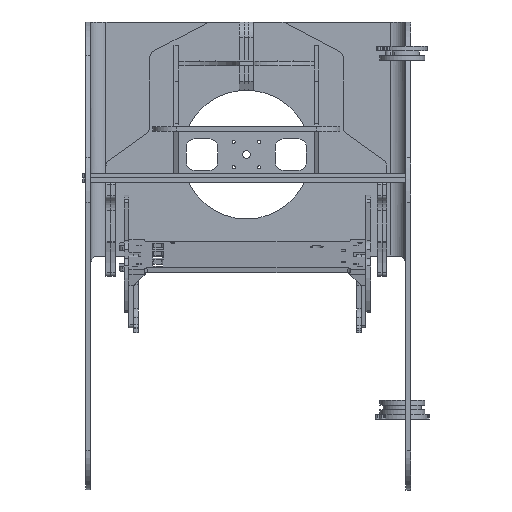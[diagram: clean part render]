
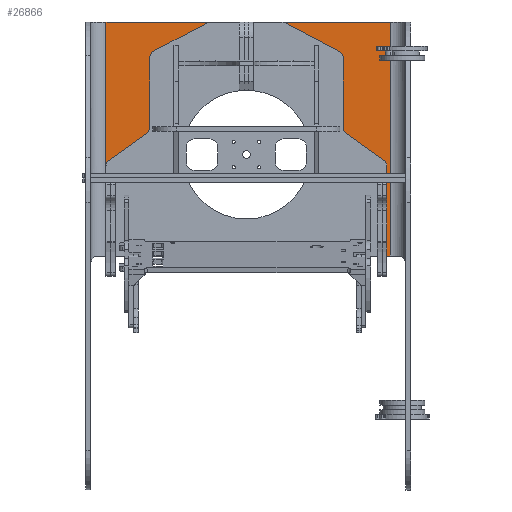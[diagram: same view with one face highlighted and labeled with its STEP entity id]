
A CAD part, front view. The second image highlights one B-rep face of the part: STEP entity #26866.
In plain terms, the highlighted planar face has unit normal (0, -1, 0).
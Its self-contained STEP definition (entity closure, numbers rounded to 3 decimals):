
#26685=CARTESIAN_POINT('',(-91.109,0.0,150.));
#26686=VERTEX_POINT('',#26685);
#26717=CARTESIAN_POINT('',(-91.109,0.0,0.));
#26718=VERTEX_POINT('',#26717);
#26765=CARTESIAN_POINT('',(-91.109,0.0,150.));
#26766=DIRECTION('',(0.0,0.0,-1.0));
#26767=VECTOR('',#26766,150.);
#26768=LINE('',#26765,#26767);
#26769=EDGE_CURVE('',#26686,#26718,#26768,.T.);
#26782=CARTESIAN_POINT('',(0.,0.0,15.811));
#26783=DIRECTION('',(0.0,-1.0,0.0));
#26784=DIRECTION('',(0.0,0.0,-1.0));
#26785=AXIS2_PLACEMENT_3D('',#26782,#26783,#26784);
#26786=PLANE('',#26785);
#26787=ORIENTED_EDGE('',*,*,#26769,.T.);
#26788=CARTESIAN_POINT('',(91.109,0.0,0.));
#26789=VERTEX_POINT('',#26788);
#26790=CARTESIAN_POINT('',(-91.109,0.0,0.));
#26791=DIRECTION('',(1.0,0.0,0.0));
#26792=VECTOR('',#26791,182.219);
#26793=LINE('',#26790,#26792);
#26794=EDGE_CURVE('',#26718,#26789,#26793,.T.);
#26795=ORIENTED_EDGE('',*,*,#26794,.T.);
#26796=CARTESIAN_POINT('',(91.109,0.0,150.0));
#26797=VERTEX_POINT('',#26796);
#26798=CARTESIAN_POINT('',(91.109,0.0,0.));
#26799=DIRECTION('',(0.0,0.0,1.0));
#26800=VECTOR('',#26799,150.0);
#26801=LINE('',#26798,#26800);
#26802=EDGE_CURVE('',#26789,#26797,#26801,.T.);
#26803=ORIENTED_EDGE('',*,*,#26802,.T.);
#26804=CARTESIAN_POINT('',(91.109,0.0,150.0));
#26805=DIRECTION('',(-1.0,0.0,0.0));
#26806=VECTOR('',#26805,182.219);
#26807=LINE('',#26804,#26806);
#26808=EDGE_CURVE('',#26797,#26686,#26807,.T.);
#26809=ORIENTED_EDGE('',*,*,#26808,.T.);
#26810=EDGE_LOOP('',(#26787,#26795,#26803,#26809));
#26811=FACE_OUTER_BOUND('',#26810,.T.);
#26812=CARTESIAN_POINT('',(-4.737,0.0,20.25));
#26813=VERTEX_POINT('',#26812);
#26814=CARTESIAN_POINT('',(4.737,0.0,20.25));
#26815=VERTEX_POINT('',#26814);
#26816=CARTESIAN_POINT('',(0.,0.0,65.));
#26817=DIRECTION('',(0.0,1.0,0.0));
#26818=DIRECTION('',(0.105,0.0,0.994));
#26819=AXIS2_PLACEMENT_3D('',#26816,#26817,#26818);
#26820=CIRCLE('',#26819,45.);
#26821=EDGE_CURVE('',#26813,#26815,#26820,.T.);
#26822=ORIENTED_EDGE('',*,*,#26821,.T.);
#26823=CARTESIAN_POINT('',(2.5,0.0,17.764));
#26824=VERTEX_POINT('',#26823);
#26825=CARTESIAN_POINT('',(5.,0.0,17.764));
#26826=DIRECTION('',(0.0,-1.0,0.0));
#26827=DIRECTION('',(-1.0,0.0,0.0));
#26828=AXIS2_PLACEMENT_3D('',#26825,#26826,#26827);
#26829=CIRCLE('',#26828,2.5);
#26830=EDGE_CURVE('',#26815,#26824,#26829,.T.);
#26831=ORIENTED_EDGE('',*,*,#26830,.T.);
#26832=CARTESIAN_POINT('',(2.5,0.0,17.5));
#26833=VERTEX_POINT('',#26832);
#26834=CARTESIAN_POINT('',(2.5,0.0,17.764));
#26835=DIRECTION('',(0.0,0.0,-1.0));
#26836=VECTOR('',#26835,0.264);
#26837=LINE('',#26834,#26836);
#26838=EDGE_CURVE('',#26824,#26833,#26837,.T.);
#26839=ORIENTED_EDGE('',*,*,#26838,.T.);
#26840=CARTESIAN_POINT('',(-2.5,0.0,17.5));
#26841=VERTEX_POINT('',#26840);
#26842=CARTESIAN_POINT('',(0.,0.0,17.5));
#26843=DIRECTION('',(0.0,1.0,0.0));
#26844=DIRECTION('',(-1.0,0.0,0.0));
#26845=AXIS2_PLACEMENT_3D('',#26842,#26843,#26844);
#26846=CIRCLE('',#26845,2.5);
#26847=EDGE_CURVE('',#26833,#26841,#26846,.T.);
#26848=ORIENTED_EDGE('',*,*,#26847,.T.);
#26849=CARTESIAN_POINT('',(-2.5,0.0,17.764));
#26850=VERTEX_POINT('',#26849);
#26851=CARTESIAN_POINT('',(-2.5,0.0,17.5));
#26852=DIRECTION('',(0.0,0.0,1.0));
#26853=VECTOR('',#26852,0.264);
#26854=LINE('',#26851,#26853);
#26855=EDGE_CURVE('',#26841,#26850,#26854,.T.);
#26856=ORIENTED_EDGE('',*,*,#26855,.T.);
#26857=CARTESIAN_POINT('',(-5.,0.0,17.764));
#26858=DIRECTION('',(0.0,-1.0,0.0));
#26859=DIRECTION('',(0.105,0.0,0.994));
#26860=AXIS2_PLACEMENT_3D('',#26857,#26858,#26859);
#26861=CIRCLE('',#26860,2.5);
#26862=EDGE_CURVE('',#26850,#26813,#26861,.T.);
#26863=ORIENTED_EDGE('',*,*,#26862,.T.);
#26864=EDGE_LOOP('',(#26822,#26831,#26839,#26848,#26856,#26863));
#26865=FACE_BOUND('',#26864,.T.);
#26866=ADVANCED_FACE('',(#26811,#26865),#26786,.T.);
